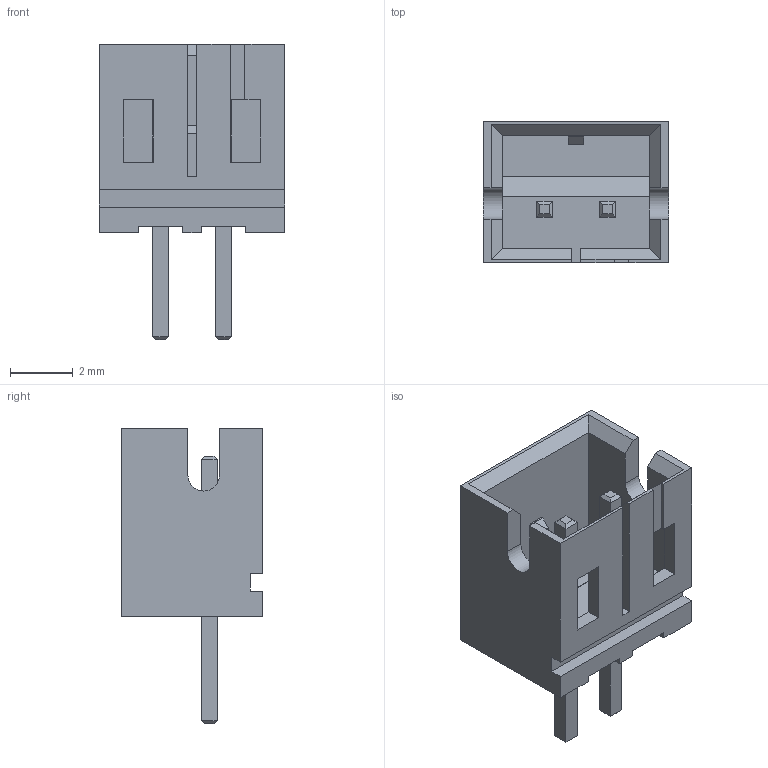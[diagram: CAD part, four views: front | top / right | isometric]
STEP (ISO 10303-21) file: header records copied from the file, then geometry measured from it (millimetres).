
FILE_DESCRIPTION(/* description */ (''),/* implementation_level */ '2;1');
FILE_NAME(/* name */ 'JST-B2B-PH-K-S.step',/* time_stamp */ '2023-04-10T16:49:23+04:00',/* author */ (''),/* organization */ (''),/* preprocessor_version */ 'ST-DEVELOPER v19.2',/* originating_system */ 'Autodesk Translation Framework v11.17.0.187',/* authorisation */ '');
FILE_SCHEMA (('AUTOMOTIVE_DESIGN { 1 0 10303 214 3 1 1 }'));
Length unit declared in the file: millimetre
Products named in the file (1): (Unsaved)
Bounding box: 5.9 x 4.5 x 9.4 mm (x, y, z)
Volume: 77.6 mm3; surface area: 283 mm2
Topology: 1 solids, 1 shells, 97 faces, 251 edges, 160 vertices
Faces by surface type: plane 94, cylinder 3
Full cylindrical faces by diameter (mm): 0.1 x1
Entity records: 3032 total; most frequent: CARTESIAN_POINT 509, ORIENTED_EDGE 502, DIRECTION 453, EDGE_CURVE 251, LINE 245, VECTOR 245, VERTEX_POINT 160, EDGE_LOOP 105
